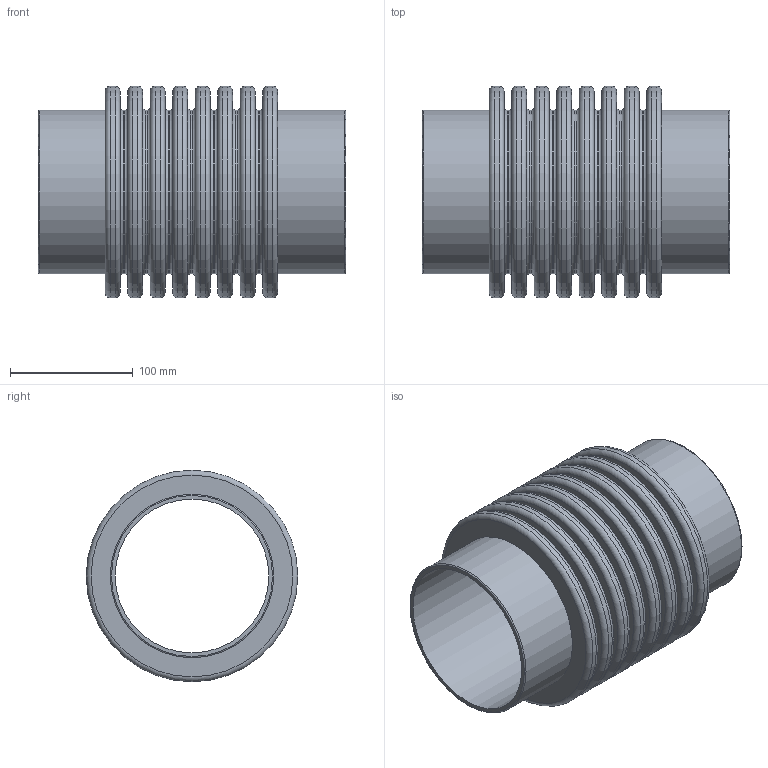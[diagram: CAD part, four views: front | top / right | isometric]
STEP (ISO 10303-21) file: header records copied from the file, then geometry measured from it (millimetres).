
FILE_DESCRIPTION(/* description */ (''),/* implementation_level */ '2;1');
FILE_NAME(/* name */ 'DN125_3D_STEP.stp',/* time_stamp */ '2024-01-27T18:41:09+03:00',/* author */ ('igorr'),/* organization */ (''),/* preprocessor_version */ 'ST-DEVELOPER v19.2',/* originating_system */ 'Autodesk Inventor 2023',/* authorisation */ '');
FILE_SCHEMA (('AUTOMOTIVE_DESIGN { 1 0 10303 214 3 1 1 }'));
Length unit declared in the file: millimetre
Products named in the file (1): Деталь1
Bounding box: 250 x 172 x 172 mm (x, y, z)
Volume: 1280504 mm3; surface area: 345563.4 mm2
Topology: 1 solids, 1 shells, 68 faces, 150 edges, 100 vertices
Faces by surface type: torus 32, cylinder 18, plane 18
Full cylindrical faces by diameter (mm): 125 x1, 133 x9, 172.001 x8
Entity records: 2089 total; most frequent: DIRECTION 420, CARTESIAN_POINT 319, ORIENTED_EDGE 300, AXIS2_PLACEMENT_3D 201, EDGE_CURVE 150, CIRCLE 132, VERTEX_POINT 100, EDGE_LOOP 86
